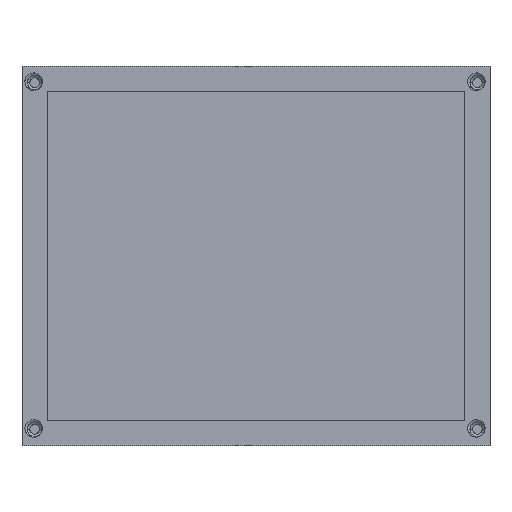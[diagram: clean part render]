
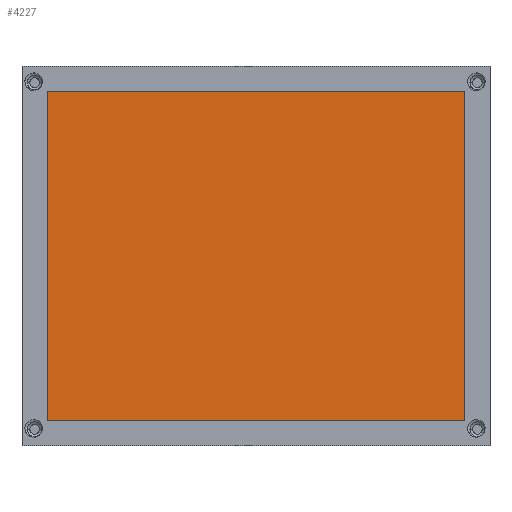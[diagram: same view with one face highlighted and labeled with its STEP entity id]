
A CAD part, top view. The second image highlights one B-rep face of the part: STEP entity #4227.
In plain terms, the highlighted planar face has unit normal (0, 0, 1).
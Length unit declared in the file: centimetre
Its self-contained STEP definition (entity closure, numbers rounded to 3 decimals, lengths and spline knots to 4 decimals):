
#29=PLANE('',#4476);
#292=FACE_OUTER_BOUND('',#519,.T.);
#519=EDGE_LOOP('',(#3763,#3764,#3765,#3766));
#729=LINE('',#16708,#949);
#733=LINE('',#16715,#953);
#736=LINE('',#16721,#956);
#738=LINE('',#16724,#958);
#949=VECTOR('',#5157,1.);
#953=VECTOR('',#5163,1.);
#956=VECTOR('',#5168,1.);
#958=VECTOR('',#5172,1.);
#1817=VERTEX_POINT('',#16705);
#1818=VERTEX_POINT('',#16707);
#1820=VERTEX_POINT('',#16713);
#1822=VERTEX_POINT('',#16719);
#2469=EDGE_CURVE('',#1817,#1818,#729,.T.);
#2473=EDGE_CURVE('',#1820,#1817,#733,.T.);
#2476=EDGE_CURVE('',#1822,#1820,#736,.T.);
#2478=EDGE_CURVE('',#1818,#1822,#738,.T.);
#3763=ORIENTED_EDGE('',*,*,#2478,.F.);
#3764=ORIENTED_EDGE('',*,*,#2469,.F.);
#3765=ORIENTED_EDGE('',*,*,#2473,.F.);
#3766=ORIENTED_EDGE('',*,*,#2476,.F.);
#4227=ADVANCED_FACE('',(#292),#29,.F.);
#4476=AXIS2_PLACEMENT_3D('',#16725,#5173,#5174);
#5157=DIRECTION('',(0.,-1.,0.));
#5163=DIRECTION('',(1.,0.,0.));
#5168=DIRECTION('',(0.,1.,0.));
#5172=DIRECTION('',(-1.,0.,0.));
#5173=DIRECTION('center_axis',(0.,0.,-1.));
#5174=DIRECTION('ref_axis',(-1.,0.,0.));
#16705=CARTESIAN_POINT('',(1750.,1400.,100.));
#16707=CARTESIAN_POINT('',(1750.,100.,100.));
#16708=CARTESIAN_POINT('',(1750.,100.,100.));
#16713=CARTESIAN_POINT('',(100.,1400.,100.));
#16715=CARTESIAN_POINT('',(1750.,1400.,100.));
#16719=CARTESIAN_POINT('',(100.,100.,100.));
#16721=CARTESIAN_POINT('',(100.,1400.,100.));
#16724=CARTESIAN_POINT('',(100.,100.,100.));
#16725=CARTESIAN_POINT('Origin',(925.,750.,100.));
